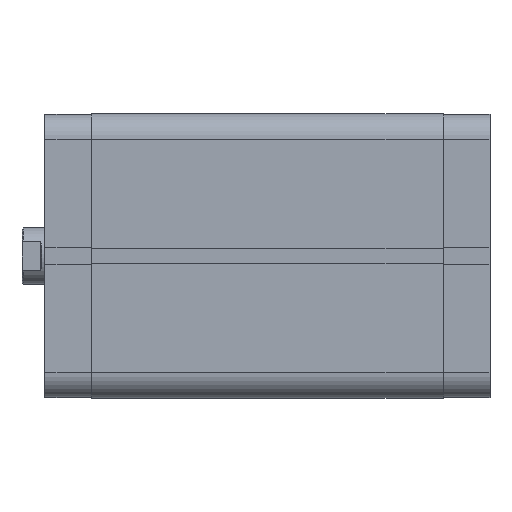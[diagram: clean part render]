
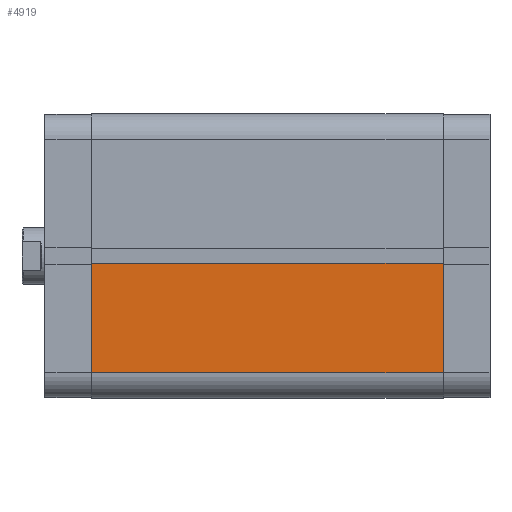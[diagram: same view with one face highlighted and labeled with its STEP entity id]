
A CAD part, front view. The second image highlights one B-rep face of the part: STEP entity #4919.
In plain terms, the highlighted face is planar.
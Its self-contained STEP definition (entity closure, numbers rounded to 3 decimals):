
#1134 = AXIS2_PLACEMENT_3D ( 'NONE', #5400, #5406, #5407 ) ;
#1627 = ORIENTED_EDGE ( 'NONE', *, *, #3207, .T. ) ;
#1628 = ORIENTED_EDGE ( 'NONE', *, *, #3116, .F. ) ;
#1629 = ORIENTED_EDGE ( 'NONE', *, *, #3208, .F. ) ;
#1630 = ORIENTED_EDGE ( 'NONE', *, *, #3180, .T. ) ;
#2438 = LINE ( 'NONE', #4259, #2439 ) ;
#2439 = VECTOR ( 'NONE', #4260, 1000. ) ;
#2537 = LINE ( 'NONE', #4409, #2541 ) ;
#2541 = VECTOR ( 'NONE', #4412, 1000. ) ;
#2590 = LINE ( 'NONE', #4469, #2591 ) ;
#2591 = VECTOR ( 'NONE', #4470, 1000. ) ;
#2592 = LINE ( 'NONE', #4471, #2593 ) ;
#2593 = VECTOR ( 'NONE', #4472, 1000. ) ;
#2850 = VERTEX_POINT ( 'NONE', #3948 ) ;
#2944 = VERTEX_POINT ( 'NONE', #4042 ) ;
#2947 = VERTEX_POINT ( 'NONE', #4045 ) ;
#3037 = VERTEX_POINT ( 'NONE', #4135 ) ;
#3116 = EDGE_CURVE ( 'NONE', #3037, #2850, #2438, .T. ) ;
#3180 = EDGE_CURVE ( 'NONE', #2944, #2947, #2537, .T. ) ;
#3207 = EDGE_CURVE ( 'NONE', #3037, #2944, #2590, .T. ) ;
#3208 = EDGE_CURVE ( 'NONE', #2850, #2947, #2592, .T. ) ;
#3948 = CARTESIAN_POINT ( 'NONE',  ( 50., -2.6, 123.5 ) ) ;
#4042 = CARTESIAN_POINT ( 'NONE',  ( 50., -41., 0. ) ) ;
#4045 = CARTESIAN_POINT ( 'NONE',  ( 50., -2.6, 0. ) ) ;
#4135 = CARTESIAN_POINT ( 'NONE',  ( 50., -41., 123.5 ) ) ;
#4259 = CARTESIAN_POINT ( 'NONE',  ( 50., -2.6, 123.5 ) ) ;
#4260 = DIRECTION ( 'NONE',  ( 0., 1., 0. ) ) ;
#4409 = CARTESIAN_POINT ( 'NONE',  ( 50., -2.6, 0. ) ) ;
#4412 = DIRECTION ( 'NONE',  ( 0., 1., 0. ) ) ;
#4469 = CARTESIAN_POINT ( 'NONE',  ( 50., -41., 123.5 ) ) ;
#4470 = DIRECTION ( 'NONE',  ( 0., 0., -1. ) ) ;
#4471 = CARTESIAN_POINT ( 'NONE',  ( 50., -2.6, 123.5 ) ) ;
#4472 = DIRECTION ( 'NONE',  ( 0., 0., -1. ) ) ;
#4570 = EDGE_LOOP ( 'NONE', ( #1630, #1629, #1628, #1627 ) ) ;
#4919 = ADVANCED_FACE ( 'NONE', ( #6292 ), #5397, .F. ) ;
#5397 = PLANE ( 'NONE',  #1134 ) ;
#5400 = CARTESIAN_POINT ( 'NONE',  ( 50., -2.6, 123.5 ) ) ;
#5406 = DIRECTION ( 'NONE',  ( -1., 0., 0. ) ) ;
#5407 = DIRECTION ( 'NONE',  ( 0., -1., 0. ) ) ;
#6292 = FACE_OUTER_BOUND ( 'NONE', #4570, .T. ) ;
